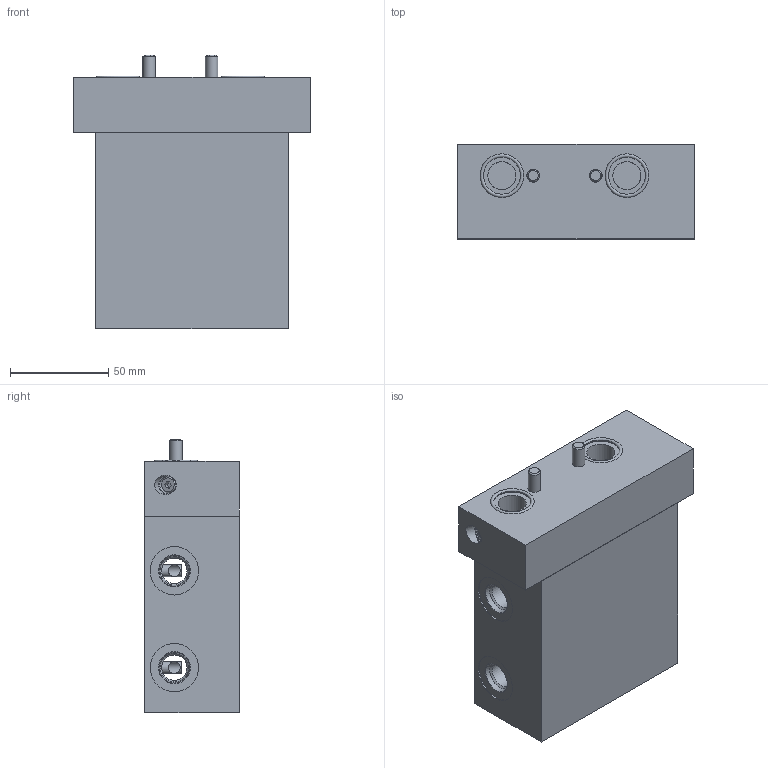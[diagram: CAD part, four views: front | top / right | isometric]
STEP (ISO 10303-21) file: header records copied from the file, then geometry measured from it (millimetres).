
FILE_DESCRIPTION (( 'STEP AP203' ), '1' );
FILE_NAME ('DER22125860_KB22.STEP', '2024-07-26T06:08:35', ( '' ), ( '' ), 'SwSTEP 2.0', 'SolidWorks 2022', '' );
FILE_SCHEMA (( 'CONFIG_CONTROL_DESIGN' ));
Length unit declared in the file: millimetre
Products named in the file (1): DER22125860_KB22
Bounding box: 120.25 x 48.1 x 139.18 mm (x, y, z)
Surface area: 72676.9 mm2 (no closed solid volume)
Topology: 0 solids, 8 shells, 140 faces, 540 edges, 445 vertices
Faces by surface type: plane 66, cylinder 42, cone 22, torus 10
Full cylindrical faces by diameter (mm): 3.797 x8, 4.064 x2, 5.999 x4, 6 x4, 6.35 x4, 6.528 x2, 9.921 x2, 12.903 x4, 13.495 x2, 14.287 x1, 14.288 x1, 18.72 x2, 22.225 x2, 24.613 x4
Entity records: 6847 total; most frequent: CARTESIAN_POINT 2786, ORIENTED_EDGE 841, DIRECTION 588, EDGE_CURVE 458, VERTEX_POINT 438, EDGE_LOOP 300, AXIS2_PLACEMENT_3D 264, B_SPLINE_CURVE_WITH_KNOTS 261
